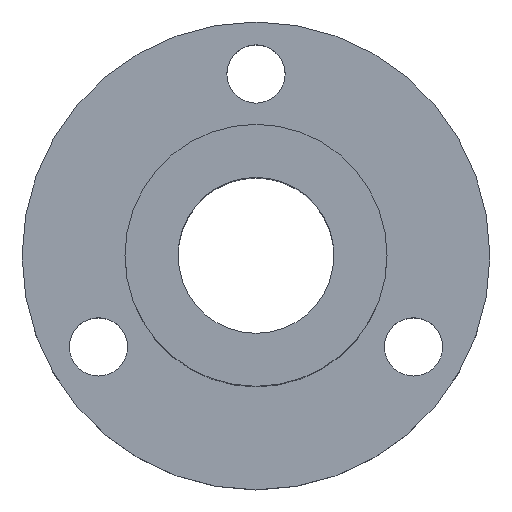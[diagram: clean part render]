
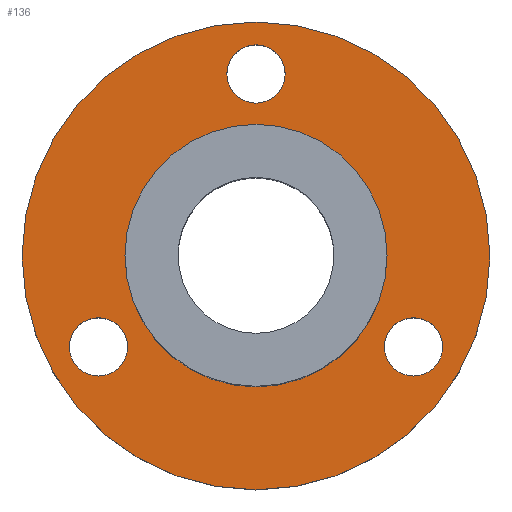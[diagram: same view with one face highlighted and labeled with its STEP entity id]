
A CAD part, top view. The second image highlights one B-rep face of the part: STEP entity #136.
In plain terms, the highlighted planar face has unit normal (0, 0, 1).
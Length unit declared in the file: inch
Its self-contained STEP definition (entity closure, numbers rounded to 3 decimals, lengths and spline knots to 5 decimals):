
#13=PLANE($,#160);
#22=FACE_BOUND($,#53,.T.);
#23=FACE_BOUND($,#54,.T.);
#24=FACE_BOUND($,#55,.T.);
#25=FACE_BOUND($,#56,.T.);
#37=FACE_OUTER_BOUND($,#52,.T.);
#52=EDGE_LOOP($,(#112));
#53=EDGE_LOOP($,(#113));
#54=EDGE_LOOP($,(#114));
#55=EDGE_LOOP($,(#115));
#56=EDGE_LOOP($,(#116));
#64=CIRCLE($,#143,0.315);
#67=CIRCLE($,#147,0.07);
#69=CIRCLE($,#150,0.07);
#71=CIRCLE($,#153,0.07);
#73=CIRCLE($,#156,0.5625);
#76=VERTEX_POINT($,#209);
#79=VERTEX_POINT($,#216);
#81=VERTEX_POINT($,#221);
#83=VERTEX_POINT($,#226);
#85=VERTEX_POINT($,#231);
#88=EDGE_CURVE($,#76,#76,#64,.T.);
#91=EDGE_CURVE($,#79,#79,#67,.T.);
#93=EDGE_CURVE($,#81,#81,#69,.T.);
#95=EDGE_CURVE($,#83,#83,#71,.T.);
#97=EDGE_CURVE($,#85,#85,#73,.T.);
#112=ORIENTED_EDGE($,*,*,#97,.F.);
#113=ORIENTED_EDGE($,*,*,#88,.F.);
#114=ORIENTED_EDGE($,*,*,#91,.F.);
#115=ORIENTED_EDGE($,*,*,#93,.F.);
#116=ORIENTED_EDGE($,*,*,#95,.F.);
#136=ADVANCED_FACE($,(#37,#22,#23,#24,#25),#13,.F.);
#143=AXIS2_PLACEMENT_3D($,#210,#167,#168);
#147=AXIS2_PLACEMENT_3D($,#217,#175,#176);
#150=AXIS2_PLACEMENT_3D($,#222,#181,#182);
#153=AXIS2_PLACEMENT_3D($,#227,#187,#188);
#156=AXIS2_PLACEMENT_3D($,#232,#193,#194);
#160=AXIS2_PLACEMENT_3D($,#238,#201,#202);
#167=DIRECTION('center_axis',(0.,0.,1.));
#168=DIRECTION('ref_axis',(1.,0.,0.));
#175=DIRECTION('center_axis',(0.,0.,1.));
#176=DIRECTION('ref_axis',(1.,0.,0.));
#181=DIRECTION('center_axis',(0.,0.,1.));
#182=DIRECTION('ref_axis',(1.,0.,0.));
#187=DIRECTION('center_axis',(0.,0.,1.));
#188=DIRECTION('ref_axis',(1.,0.,0.));
#193=DIRECTION('center_axis',(0.,0.,-1.));
#194=DIRECTION('ref_axis',(1.,0.,0.));
#201=DIRECTION('center_axis',(0.,0.,-1.));
#202=DIRECTION('ref_axis',(-1.,0.,0.));
#209=CARTESIAN_POINT('',(0.315,0.,0.19));
#210=CARTESIAN_POINT('Origin',(0.,0.,0.19));
#216=CARTESIAN_POINT('',(0.07,0.4375,0.19));
#217=CARTESIAN_POINT('Origin',(0.,0.4375,0.19));
#221=CARTESIAN_POINT('',(-0.30889,-0.21875,0.19));
#222=CARTESIAN_POINT('Origin',(-0.37889,-0.21875,0.19));
#226=CARTESIAN_POINT('',(0.44889,-0.21875,0.19));
#227=CARTESIAN_POINT('Origin',(0.37889,-0.21875,0.19));
#231=CARTESIAN_POINT('',(0.5625,0.,0.19));
#232=CARTESIAN_POINT('Origin',(0.,0.,0.19));
#238=CARTESIAN_POINT('Origin',(0.,0.,0.19));
